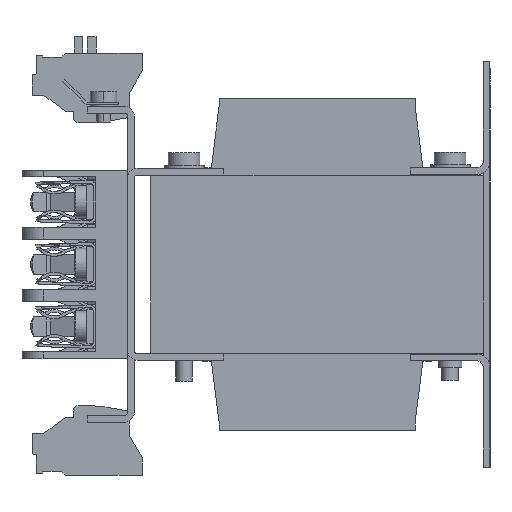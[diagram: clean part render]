
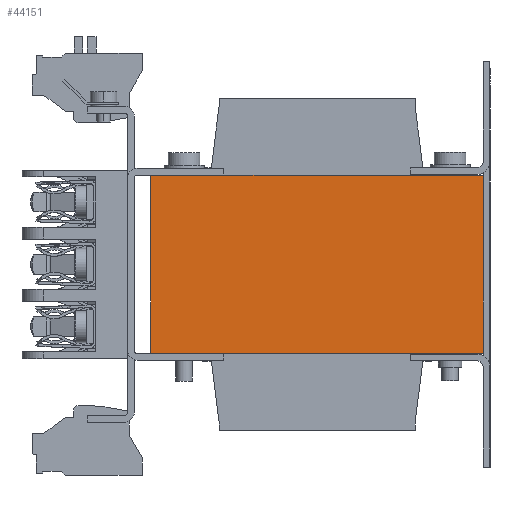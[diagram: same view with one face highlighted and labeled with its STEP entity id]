
A CAD part, left-side view. The second image highlights one B-rep face of the part: STEP entity #44151.
In plain terms, the highlighted planar face has unit normal (-1, 0, 0).
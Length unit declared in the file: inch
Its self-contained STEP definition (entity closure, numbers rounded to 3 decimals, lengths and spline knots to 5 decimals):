
#6252 = CARTESIAN_POINT ( 'NONE',  ( -2.3622, -1.9685, 1.05315 ) ) ;
#6616 = ORIENTED_EDGE ( 'NONE', *, *, #16561, .F. ) ;
#7101 = DIRECTION ( 'NONE',  ( 1., 0., 0. ) ) ;
#9247 = EDGE_CURVE ( 'NONE', #50400, #41923, #31866, .T. ) ;
#12821 = CARTESIAN_POINT ( 'NONE',  ( -2.3622, 1.96854, 1.05315 ) ) ;
#14599 = EDGE_CURVE ( 'NONE', #47319, #41923, #43101, .T. ) ;
#16120 = DIRECTION ( 'NONE',  ( 0., -1., 0. ) ) ;
#16561 = EDGE_CURVE ( 'NONE', #38410, #47319, #20787, .T. ) ;
#17209 = EDGE_LOOP ( 'NONE', ( #43951, #49381, #6616, #50773 ) ) ;
#20787 = LINE ( 'NONE', #21064, #52128 ) ;
#21064 = CARTESIAN_POINT ( 'NONE',  ( -2.3622, 1.96854, 1.05315 ) ) ;
#26388 = VECTOR ( 'NONE', #34503, 39.37008 ) ;
#26947 = VECTOR ( 'NONE', #32136, 39.37008 ) ;
#27981 = EDGE_CURVE ( 'NONE', #38410, #50400, #29225, .T. ) ;
#29225 = LINE ( 'NONE', #50859, #37375 ) ;
#29275 = CARTESIAN_POINT ( 'NONE',  ( -2.3622, 0., 1.05315 ) ) ;
#31333 = FACE_OUTER_BOUND ( 'NONE', #17209, .T. ) ;
#31866 = LINE ( 'NONE', #6252, #26947 ) ;
#32136 = DIRECTION ( 'NONE',  ( 0., 0., 1. ) ) ;
#34225 = CARTESIAN_POINT ( 'NONE',  ( -2.3622, -1.9685, -1.05315 ) ) ;
#34503 = DIRECTION ( 'NONE',  ( 0., -1., 0. ) ) ;
#37375 = VECTOR ( 'NONE', #16120, 39.37008 ) ;
#37611 = CARTESIAN_POINT ( 'NONE',  ( -2.3622, -1.9685, 1.05315 ) ) ;
#38410 = VERTEX_POINT ( 'NONE', #48483 ) ;
#41923 = VERTEX_POINT ( 'NONE', #37611 ) ;
#43101 = LINE ( 'NONE', #29275, #26388 ) ;
#43951 = ORIENTED_EDGE ( 'NONE', *, *, #9247, .T. ) ;
#44151 = ADVANCED_FACE ( 'NONE', ( #31333 ), #52989, .F. ) ;
#44375 = DIRECTION ( 'NONE',  ( 0., 0., -1. ) ) ;
#47319 = VERTEX_POINT ( 'NONE', #12821 ) ;
#48483 = CARTESIAN_POINT ( 'NONE',  ( -2.3622, 1.96854, -1.05315 ) ) ;
#48547 = CARTESIAN_POINT ( 'NONE',  ( -2.3622, 0., 1.05315 ) ) ;
#49278 = AXIS2_PLACEMENT_3D ( 'NONE', #48547, #7101, #44375 ) ;
#49381 = ORIENTED_EDGE ( 'NONE', *, *, #14599, .F. ) ;
#50400 = VERTEX_POINT ( 'NONE', #34225 ) ;
#50773 = ORIENTED_EDGE ( 'NONE', *, *, #27981, .T. ) ;
#50859 = CARTESIAN_POINT ( 'NONE',  ( -2.3622, 0., -1.05315 ) ) ;
#52128 = VECTOR ( 'NONE', #54940, 39.37008 ) ;
#52989 = PLANE ( 'NONE',  #49278 ) ;
#54940 = DIRECTION ( 'NONE',  ( 0., 0., 1. ) ) ;
